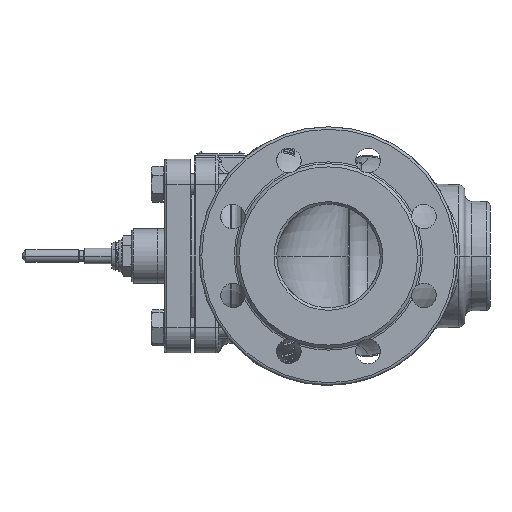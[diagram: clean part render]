
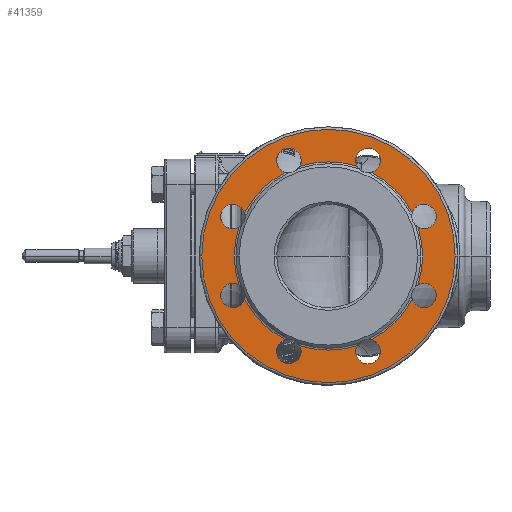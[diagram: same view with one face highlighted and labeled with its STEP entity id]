
A CAD part, left-side view. The second image highlights one B-rep face of the part: STEP entity #41359.
In plain terms, the highlighted planar face has unit normal (-1, 0, 0).
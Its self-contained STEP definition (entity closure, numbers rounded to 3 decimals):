
#3488=CARTESIAN_POINT('',(-152.,0.,0.));
#3489=DIRECTION('',(1.,0.,0.));
#3490=DIRECTION('',(0.,0.952,-0.306));
#3491=AXIS2_PLACEMENT_3D('',#3488,#3489,#3490);
#3509=CARTESIAN_POINT('',(-152.,0.,0.));
#3510=DIRECTION('',(1.,0.,0.));
#3511=DIRECTION('',(0.,0.89,0.457));
#3512=AXIS2_PLACEMENT_3D('',#3509,#3510,#3511);
#3530=CARTESIAN_POINT('',(-152.,0.,0.));
#3531=DIRECTION('',(1.,0.,0.));
#3532=DIRECTION('',(0.,0.306,0.952));
#3533=AXIS2_PLACEMENT_3D('',#3530,#3531,#3532);
#3551=CARTESIAN_POINT('',(-152.,0.,0.));
#3552=DIRECTION('',(1.,0.,0.));
#3553=DIRECTION('',(0.,-0.457,0.89));
#3554=AXIS2_PLACEMENT_3D('',#3551,#3552,#3553);
#3572=CARTESIAN_POINT('',(-152.,0.,0.));
#3573=DIRECTION('',(1.,0.,0.));
#3574=DIRECTION('',(0.,-0.952,0.306));
#3575=AXIS2_PLACEMENT_3D('',#3572,#3573,#3574);
#3593=CARTESIAN_POINT('',(-152.,0.,0.));
#3594=DIRECTION('',(1.,0.,0.));
#3595=DIRECTION('',(0.,-0.89,-0.457));
#3596=AXIS2_PLACEMENT_3D('',#3593,#3594,#3595);
#3605=CARTESIAN_POINT('',(-152.,0.,0.));
#3606=DIRECTION('',(1.,0.,0.));
#3607=DIRECTION('',(0.,0.457,-0.89));
#3608=AXIS2_PLACEMENT_3D('',#3605,#3606,#3607);
#3635=CARTESIAN_POINT('',(-152.,0.,0.));
#3636=DIRECTION('',(1.,0.,0.));
#3637=DIRECTION('',(0.,-0.306,-0.952));
#3638=AXIS2_PLACEMENT_3D('',#3635,#3636,#3637);
#4351=CARTESIAN_POINT('',(-152.,0.,0.));
#4352=DIRECTION('',(-1.,0.,0.));
#4353=DIRECTION('',(0.,1.,0.));
#4354=AXIS2_PLACEMENT_3D('',#4351,#4352,#4353);
#4356=CARTESIAN_POINT('',(-152.,0.,0.));
#4357=DIRECTION('',(-1.,0.,0.));
#4358=DIRECTION('',(0.,-1.,0.));
#4359=AXIS2_PLACEMENT_3D('',#4356,#4357,#4358);
#4361=CARTESIAN_POINT('',(-152.,30.615,-73.91));
#4362=DIRECTION('',(-1.,0.,0.));
#4363=DIRECTION('',(0.,0.279,0.96));
#4364=AXIS2_PLACEMENT_3D('',#4361,#4362,#4363);
#4366=CARTESIAN_POINT('',(-152.,30.615,-73.91));
#4367=DIRECTION('',(-1.,0.,0.));
#4368=DIRECTION('',(0.,0.707,-0.707));
#4369=AXIS2_PLACEMENT_3D('',#4366,#4367,#4368);
#4371=CARTESIAN_POINT('',(-152.,-30.615,-73.91));
#4372=DIRECTION('',(-1.,0.,0.));
#4373=DIRECTION('',(0.,0.876,0.482));
#4374=AXIS2_PLACEMENT_3D('',#4371,#4372,#4373);
#4376=CARTESIAN_POINT('',(-152.,-30.615,-73.91));
#4377=DIRECTION('',(-1.,0.,0.));
#4378=DIRECTION('',(0.,0.,-1.));
#4379=AXIS2_PLACEMENT_3D('',#4376,#4377,#4378);
#4381=CARTESIAN_POINT('',(-152.,-73.91,-30.615));
#4382=DIRECTION('',(-1.,0.,0.));
#4383=DIRECTION('',(0.,0.96,-0.279));
#4384=AXIS2_PLACEMENT_3D('',#4381,#4382,#4383);
#4386=CARTESIAN_POINT('',(-152.,-73.91,-30.615));
#4387=DIRECTION('',(-1.,0.,0.));
#4388=DIRECTION('',(0.,-0.707,-0.707));
#4389=AXIS2_PLACEMENT_3D('',#4386,#4387,#4388);
#4391=CARTESIAN_POINT('',(-152.,-73.91,30.615));
#4392=DIRECTION('',(-1.,0.,0.));
#4393=DIRECTION('',(0.,0.482,-0.876));
#4394=AXIS2_PLACEMENT_3D('',#4391,#4392,#4393);
#4396=CARTESIAN_POINT('',(-152.,-73.91,30.615));
#4397=DIRECTION('',(-1.,0.,0.));
#4398=DIRECTION('',(0.,-1.,0.));
#4399=AXIS2_PLACEMENT_3D('',#4396,#4397,#4398);
#4401=CARTESIAN_POINT('',(-152.,-30.615,73.91));
#4402=DIRECTION('',(-1.,0.,0.));
#4403=DIRECTION('',(0.,-0.279,-0.96));
#4404=AXIS2_PLACEMENT_3D('',#4401,#4402,#4403);
#4406=CARTESIAN_POINT('',(-152.,-30.615,73.91));
#4407=DIRECTION('',(-1.,0.,0.));
#4408=DIRECTION('',(0.,-0.707,0.707));
#4409=AXIS2_PLACEMENT_3D('',#4406,#4407,#4408);
#4411=CARTESIAN_POINT('',(-152.,30.615,73.91));
#4412=DIRECTION('',(-1.,0.,0.));
#4413=DIRECTION('',(0.,-0.876,-0.482));
#4414=AXIS2_PLACEMENT_3D('',#4411,#4412,#4413);
#4416=CARTESIAN_POINT('',(-152.,30.615,73.91));
#4417=DIRECTION('',(-1.,0.,0.));
#4418=DIRECTION('',(0.,0.,1.));
#4419=AXIS2_PLACEMENT_3D('',#4416,#4417,#4418);
#4421=CARTESIAN_POINT('',(-152.,73.91,30.615));
#4422=DIRECTION('',(-1.,0.,0.));
#4423=DIRECTION('',(0.,-0.96,0.279));
#4424=AXIS2_PLACEMENT_3D('',#4421,#4422,#4423);
#4426=CARTESIAN_POINT('',(-152.,73.91,30.615));
#4427=DIRECTION('',(-1.,0.,0.));
#4428=DIRECTION('',(0.,0.707,0.707));
#4429=AXIS2_PLACEMENT_3D('',#4426,#4427,#4428);
#4431=CARTESIAN_POINT('',(-152.,73.91,-30.615));
#4432=DIRECTION('',(-1.,0.,0.));
#4433=DIRECTION('',(0.,-0.482,0.876));
#4434=AXIS2_PLACEMENT_3D('',#4431,#4432,#4433);
#4436=CARTESIAN_POINT('',(-152.,73.91,-30.615));
#4437=DIRECTION('',(-1.,0.,0.));
#4438=DIRECTION('',(0.,1.,0.));
#4439=AXIS2_PLACEMENT_3D('',#4436,#4437,#4438);
#28138=CARTESIAN_POINT('',(-152.,98.,0.));
#28139=CARTESIAN_POINT('',(-152.,-98.,0.));
#28140=VERTEX_POINT('',#28138);
#28141=VERTEX_POINT('',#28139);
#29449=CARTESIAN_POINT('',(-152.,83.41,-30.615));
#29451=VERTEX_POINT('',#29449);
#29457=CARTESIAN_POINT('',(-152.,80.628,37.332));
#29459=VERTEX_POINT('',#29457);
#29465=CARTESIAN_POINT('',(-152.,30.615,83.41));
#29467=VERTEX_POINT('',#29465);
#29473=CARTESIAN_POINT('',(-152.,-37.332,80.628));
#29475=VERTEX_POINT('',#29473);
#29481=CARTESIAN_POINT('',(-152.,-83.41,30.615));
#29483=VERTEX_POINT('',#29481);
#29489=CARTESIAN_POINT('',(-152.,-80.628,-37.332));
#29491=VERTEX_POINT('',#29489);
#29497=CARTESIAN_POINT('',(-152.,-30.615,-83.41));
#29499=VERTEX_POINT('',#29497);
#29505=CARTESIAN_POINT('',(-152.,37.332,-80.628));
#29507=VERTEX_POINT('',#29505);
#29509=CARTESIAN_POINT('',(-152.,69.334,-22.29));
#29510=VERTEX_POINT('',#29509);
#29511=CARTESIAN_POINT('',(-152.,64.788,-33.265));
#29512=VERTEX_POINT('',#29511);
#29515=CARTESIAN_POINT('',(-152.,64.788,33.265));
#29516=VERTEX_POINT('',#29515);
#29517=CARTESIAN_POINT('',(-152.,69.334,22.29));
#29518=VERTEX_POINT('',#29517);
#29521=CARTESIAN_POINT('',(-152.,22.29,69.334));
#29522=VERTEX_POINT('',#29521);
#29523=CARTESIAN_POINT('',(-152.,33.265,64.788));
#29524=VERTEX_POINT('',#29523);
#29527=CARTESIAN_POINT('',(-152.,-33.265,64.788));
#29528=VERTEX_POINT('',#29527);
#29529=CARTESIAN_POINT('',(-152.,-22.29,69.334));
#29530=VERTEX_POINT('',#29529);
#29533=CARTESIAN_POINT('',(-152.,-69.334,22.29));
#29534=VERTEX_POINT('',#29533);
#29535=CARTESIAN_POINT('',(-152.,-64.788,33.265));
#29536=VERTEX_POINT('',#29535);
#29539=CARTESIAN_POINT('',(-152.,-64.788,-33.265));
#29540=VERTEX_POINT('',#29539);
#29541=CARTESIAN_POINT('',(-152.,-69.334,-22.29));
#29542=VERTEX_POINT('',#29541);
#29545=CARTESIAN_POINT('',(-152.,-22.29,-69.334));
#29546=VERTEX_POINT('',#29545);
#29547=CARTESIAN_POINT('',(-152.,-33.265,-64.788));
#29548=VERTEX_POINT('',#29547);
#29551=CARTESIAN_POINT('',(-152.,33.265,-64.788));
#29552=VERTEX_POINT('',#29551);
#29553=CARTESIAN_POINT('',(-152.,22.29,-69.334));
#29554=VERTEX_POINT('',#29553);
#41311=CARTESIAN_POINT('',(-152.,0.,0.));
#41312=DIRECTION('',(1.,0.,0.));
#41313=DIRECTION('',(0.,-1.,0.));
#41314=AXIS2_PLACEMENT_3D('',#41311,#41312,#41313);
#41315=PLANE('',#41314);
#41316=ORIENTED_EDGE('',*,*,#41301,.F.);
#41318=ORIENTED_EDGE('',*,*,#41317,.F.);
#41319=EDGE_LOOP('',(#41316,#41318));
#41320=FACE_OUTER_BOUND('',#41319,.F.);
#41322=ORIENTED_EDGE('',*,*,#41321,.T.);
#41324=ORIENTED_EDGE('',*,*,#41323,.T.);
#41325=ORIENTED_EDGE('',*,*,#39581,.F.);
#41327=ORIENTED_EDGE('',*,*,#41326,.T.);
#41329=ORIENTED_EDGE('',*,*,#41328,.T.);
#41330=ORIENTED_EDGE('',*,*,#39549,.F.);
#41332=ORIENTED_EDGE('',*,*,#41331,.T.);
#41334=ORIENTED_EDGE('',*,*,#41333,.T.);
#41335=ORIENTED_EDGE('',*,*,#39533,.F.);
#41336=ORIENTED_EDGE('',*,*,#39436,.T.);
#41337=ORIENTED_EDGE('',*,*,#39453,.T.);
#41338=ORIENTED_EDGE('',*,*,#39517,.F.);
#41340=ORIENTED_EDGE('',*,*,#41339,.T.);
#41342=ORIENTED_EDGE('',*,*,#41341,.T.);
#41343=ORIENTED_EDGE('',*,*,#39503,.F.);
#41345=ORIENTED_EDGE('',*,*,#41344,.T.);
#41347=ORIENTED_EDGE('',*,*,#41346,.T.);
#41348=ORIENTED_EDGE('',*,*,#39488,.F.);
#41349=ORIENTED_EDGE('',*,*,#39613,.T.);
#41350=ORIENTED_EDGE('',*,*,#39595,.T.);
#41351=ORIENTED_EDGE('',*,*,#39473,.F.);
#41353=ORIENTED_EDGE('',*,*,#41352,.T.);
#41355=ORIENTED_EDGE('',*,*,#41354,.T.);
#41356=ORIENTED_EDGE('',*,*,#39561,.F.);
#41357=EDGE_LOOP('',(#41322,#41324,#41325,#41327,#41329,#41330,#41332,#41334,
#41335,#41336,#41337,#41338,#41340,#41342,#41343,#41345,#41347,#41348,#41349,
#41350,#41351,#41353,#41355,#41356));
#41358=FACE_BOUND('',#41357,.F.);
#41359=ADVANCED_FACE('',(#41320,#41358),#41315,.F.);
#3492=CIRCLE('',#3491,72.828);
#3513=CIRCLE('',#3512,72.828);
#3534=CIRCLE('',#3533,72.828);
#3555=CIRCLE('',#3554,72.828);
#3576=CIRCLE('',#3575,72.828);
#3597=CIRCLE('',#3596,72.828);
#3609=CIRCLE('',#3608,72.828);
#3639=CIRCLE('',#3638,72.828);
#4355=CIRCLE('',#4354,98.);
#4360=CIRCLE('',#4359,98.);
#4365=CIRCLE('',#4364,9.5);
#4370=CIRCLE('',#4369,9.5);
#4375=CIRCLE('',#4374,9.5);
#4380=CIRCLE('',#4379,9.5);
#4385=CIRCLE('',#4384,9.5);
#4390=CIRCLE('',#4389,9.5);
#4395=CIRCLE('',#4394,9.5);
#4400=CIRCLE('',#4399,9.5);
#4405=CIRCLE('',#4404,9.5);
#4410=CIRCLE('',#4409,9.5);
#4415=CIRCLE('',#4414,9.5);
#4420=CIRCLE('',#4419,9.5);
#4425=CIRCLE('',#4424,9.5);
#4430=CIRCLE('',#4429,9.5);
#4435=CIRCLE('',#4434,9.5);
#4440=CIRCLE('',#4439,9.5);
#39436=EDGE_CURVE('',#29534,#29483,#4395,.T.);
#39453=EDGE_CURVE('',#29483,#29536,#4400,.T.);
#39473=EDGE_CURVE('',#29510,#29518,#3492,.T.);
#39488=EDGE_CURVE('',#29516,#29524,#3513,.T.);
#39503=EDGE_CURVE('',#29522,#29530,#3534,.T.);
#39517=EDGE_CURVE('',#29528,#29536,#3555,.T.);
#39533=EDGE_CURVE('',#29534,#29542,#3576,.T.);
#39549=EDGE_CURVE('',#29540,#29548,#3597,.T.);
#39561=EDGE_CURVE('',#29552,#29512,#3609,.T.);
#39581=EDGE_CURVE('',#29546,#29554,#3639,.T.);
#39595=EDGE_CURVE('',#29459,#29518,#4430,.T.);
#39613=EDGE_CURVE('',#29516,#29459,#4425,.T.);
#41301=EDGE_CURVE('',#28140,#28141,#4355,.T.);
#41317=EDGE_CURVE('',#28141,#28140,#4360,.T.);
#41321=EDGE_CURVE('',#29552,#29507,#4365,.T.);
#41323=EDGE_CURVE('',#29507,#29554,#4370,.T.);
#41326=EDGE_CURVE('',#29546,#29499,#4375,.T.);
#41328=EDGE_CURVE('',#29499,#29548,#4380,.T.);
#41331=EDGE_CURVE('',#29540,#29491,#4385,.T.);
#41333=EDGE_CURVE('',#29491,#29542,#4390,.T.);
#41339=EDGE_CURVE('',#29528,#29475,#4405,.T.);
#41341=EDGE_CURVE('',#29475,#29530,#4410,.T.);
#41344=EDGE_CURVE('',#29522,#29467,#4415,.T.);
#41346=EDGE_CURVE('',#29467,#29524,#4420,.T.);
#41352=EDGE_CURVE('',#29510,#29451,#4435,.T.);
#41354=EDGE_CURVE('',#29451,#29512,#4440,.T.);
